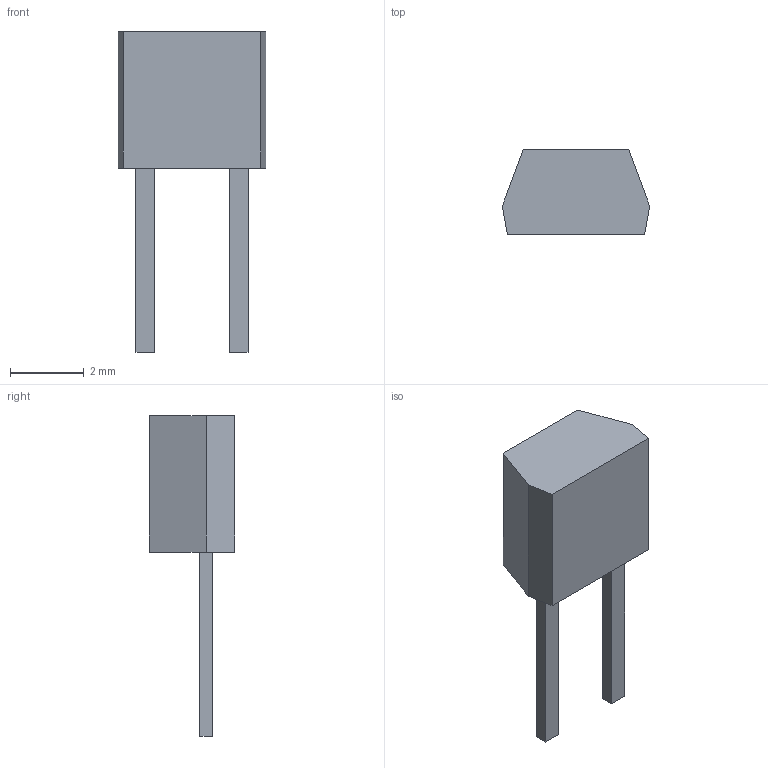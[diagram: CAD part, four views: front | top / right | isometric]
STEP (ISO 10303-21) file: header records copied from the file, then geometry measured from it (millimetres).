
FILE_DESCRIPTION(('FreeCAD Model'),'2;1');
FILE_NAME('TO-92S-2.step', '2017-11-28T22:23:10',('kicad StepUp'),('ksu MCAD'), 'Open CASCADE STEP processor 6.8','FreeCAD','Unknown');
FILE_SCHEMA(('AUTOMOTIVE_DESIGN_CC2 { 1 2 10303 214 -1 1 5 4 }'));
Length unit declared in the file: millimetre
Products named in the file (1): TO-92S-2
Bounding box: 4 x 2.31 x 8.7 mm (x, y, z)
Volume: 32.3 mm3; surface area: 75.8 mm2
Topology: 1 solids, 1 shells, 18 faces, 42 edges, 28 vertices
Faces by surface type: plane 18
Entity records: 372 total; most frequent: ORIENTED_EDGE 64, EDGE_CURVE 42, LINE 42, CARTESIAN_POINT 29, VERTEX_POINT 28, FACE_BOUND 20, EDGE_LOOP 20, AXIS2_PLACEMENT_3D 19
